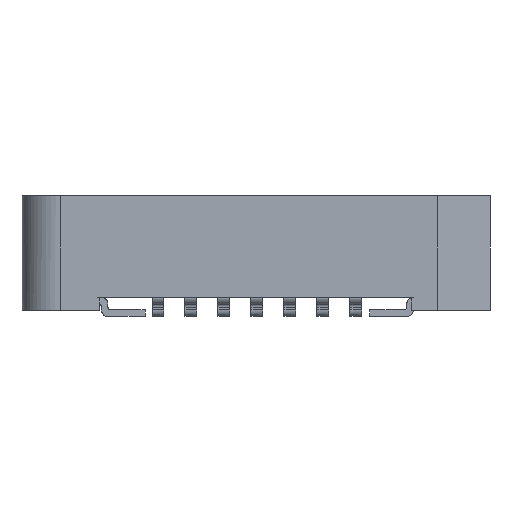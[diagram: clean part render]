
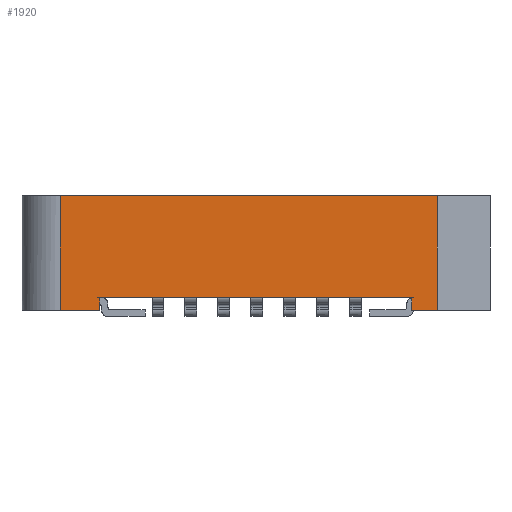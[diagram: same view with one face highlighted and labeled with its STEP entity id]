
A CAD part, front view. The second image highlights one B-rep face of the part: STEP entity #1920.
In plain terms, the highlighted planar face has unit normal (0, -1, 0).
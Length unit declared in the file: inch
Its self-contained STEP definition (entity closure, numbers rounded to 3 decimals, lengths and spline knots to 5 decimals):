
#874=PLANE('',#20649);
#1920=ADVANCED_FACE('',(#3277),#874,.T.);
#3277=FACE_OUTER_BOUND('',#4366,.T.);
#4366=EDGE_LOOP('',(#10889,#10890,#10891,#10892,#10893,#10894,#10895,#10896));
#10889=ORIENTED_EDGE('',*,*,#16336,.T.);
#10890=ORIENTED_EDGE('',*,*,#16337,.T.);
#10891=ORIENTED_EDGE('',*,*,#16321,.T.);
#10892=ORIENTED_EDGE('',*,*,#16325,.T.);
#10893=ORIENTED_EDGE('',*,*,#16327,.T.);
#10894=ORIENTED_EDGE('',*,*,#16329,.T.);
#10895=ORIENTED_EDGE('',*,*,#16332,.T.);
#10896=ORIENTED_EDGE('',*,*,#16333,.T.);
#13065=VERTEX_POINT('',#38942);
#13066=VERTEX_POINT('',#38947);
#13067=VERTEX_POINT('',#38961);
#13068=VERTEX_POINT('',#38971);
#13069=VERTEX_POINT('',#38981);
#13070=VERTEX_POINT('',#38995);
#13071=VERTEX_POINT('',#39005);
#13072=VERTEX_POINT('',#39015);
#16321=EDGE_CURVE('',#13066,#13065,#19586,.T.);
#16325=EDGE_CURVE('',#13065,#13067,#19590,.T.);
#16327=EDGE_CURVE('',#13067,#13068,#19592,.T.);
#16329=EDGE_CURVE('',#13068,#13069,#19594,.T.);
#16332=EDGE_CURVE('',#13069,#13070,#19597,.T.);
#16333=EDGE_CURVE('',#13070,#13071,#19598,.T.);
#16336=EDGE_CURVE('',#13071,#13072,#19601,.T.);
#16337=EDGE_CURVE('',#13072,#13066,#19602,.T.);
#19586=B_SPLINE_CURVE_WITH_KNOTS('',3,(#38943,#38944,#38945,#38946),.UNSPECIFIED.,
.F.,.F.,(4,4),(0.,1.),.UNSPECIFIED.);
#19590=B_SPLINE_CURVE_WITH_KNOTS('',3,(#38962,#38963,#38964,#38965),.UNSPECIFIED.,
.F.,.F.,(4,4),(0.,1.),.UNSPECIFIED.);
#19592=B_SPLINE_CURVE_WITH_KNOTS('',3,(#38972,#38973,#38974,#38975),.UNSPECIFIED.,
.F.,.F.,(4,4),(0.,1.),.UNSPECIFIED.);
#19594=B_SPLINE_CURVE_WITH_KNOTS('',3,(#38982,#38983,#38984,#38985),.UNSPECIFIED.,
.F.,.F.,(4,4),(0.,1.),.UNSPECIFIED.);
#19597=B_SPLINE_CURVE_WITH_KNOTS('',3,(#38996,#38997,#38998,#38999),.UNSPECIFIED.,
.F.,.F.,(4,4),(0.,1.),.UNSPECIFIED.);
#19598=B_SPLINE_CURVE_WITH_KNOTS('',3,(#39001,#39002,#39003,#39004),.UNSPECIFIED.,
.F.,.F.,(4,4),(0.,1.),.UNSPECIFIED.);
#19601=B_SPLINE_CURVE_WITH_KNOTS('',3,(#39016,#39017,#39018,#39019),.UNSPECIFIED.,
.F.,.F.,(4,4),(0.,1.),.UNSPECIFIED.);
#19602=B_SPLINE_CURVE_WITH_KNOTS('',3,(#39021,#39022,#39023,#39024),.UNSPECIFIED.,
.F.,.F.,(4,4),(0.,1.),.UNSPECIFIED.);
#20649=AXIS2_PLACEMENT_3D('',#39026,#22742,#22743);
#22742=DIRECTION('',(0.,-1.,0.));
#22743=DIRECTION('',(0.,0.,-1.));
#38942=CARTESIAN_POINT('',(0.59662,0.14,0.119));
#38943=CARTESIAN_POINT('',(0.12288,0.14,0.119));
#38944=CARTESIAN_POINT('',(0.28079,0.14,0.119));
#38945=CARTESIAN_POINT('',(0.43871,0.14,0.119));
#38946=CARTESIAN_POINT('',(0.59662,0.14,0.119));
#38947=CARTESIAN_POINT('',(0.12288,0.14,0.119));
#38961=CARTESIAN_POINT('',(0.59662,0.14,0.1));
#38962=CARTESIAN_POINT('',(0.59662,0.14,0.119));
#38963=CARTESIAN_POINT('',(0.59662,0.14,0.11267));
#38964=CARTESIAN_POINT('',(0.59662,0.14,0.10633));
#38965=CARTESIAN_POINT('',(0.59662,0.14,0.1));
#38971=CARTESIAN_POINT('',(0.635,0.14,0.1));
#38972=CARTESIAN_POINT('',(0.59662,0.14,0.1));
#38973=CARTESIAN_POINT('',(0.60942,0.14,0.1));
#38974=CARTESIAN_POINT('',(0.62221,0.14,0.1));
#38975=CARTESIAN_POINT('',(0.635,0.14,0.1));
#38981=CARTESIAN_POINT('',(0.635,0.14,0.274));
#38982=CARTESIAN_POINT('',(0.635,0.14,0.1));
#38983=CARTESIAN_POINT('',(0.635,0.14,0.158));
#38984=CARTESIAN_POINT('',(0.635,0.14,0.216));
#38985=CARTESIAN_POINT('',(0.635,0.14,0.274));
#38995=CARTESIAN_POINT('',(0.06322,0.14,0.274));
#38996=CARTESIAN_POINT('',(0.635,0.14,0.274));
#38997=CARTESIAN_POINT('',(0.44441,0.14,0.274));
#38998=CARTESIAN_POINT('',(0.25382,0.14,0.274));
#38999=CARTESIAN_POINT('',(0.06322,0.14,0.274));
#39001=CARTESIAN_POINT('',(0.06322,0.14,0.274));
#39002=CARTESIAN_POINT('',(0.06322,0.14,0.216));
#39003=CARTESIAN_POINT('',(0.06322,0.14,0.158));
#39004=CARTESIAN_POINT('',(0.06322,0.14,0.1));
#39005=CARTESIAN_POINT('',(0.06322,0.14,0.1));
#39015=CARTESIAN_POINT('',(0.12288,0.14,0.1));
#39016=CARTESIAN_POINT('',(0.06322,0.14,0.1));
#39017=CARTESIAN_POINT('',(0.08311,0.14,0.1));
#39018=CARTESIAN_POINT('',(0.10299,0.14,0.1));
#39019=CARTESIAN_POINT('',(0.12288,0.14,0.1));
#39021=CARTESIAN_POINT('',(0.12288,0.14,0.1));
#39022=CARTESIAN_POINT('',(0.12288,0.14,0.10633));
#39023=CARTESIAN_POINT('',(0.12288,0.14,0.11267));
#39024=CARTESIAN_POINT('',(0.12288,0.14,0.119));
#39026=CARTESIAN_POINT('',(-0.22267,0.14,0.361));
